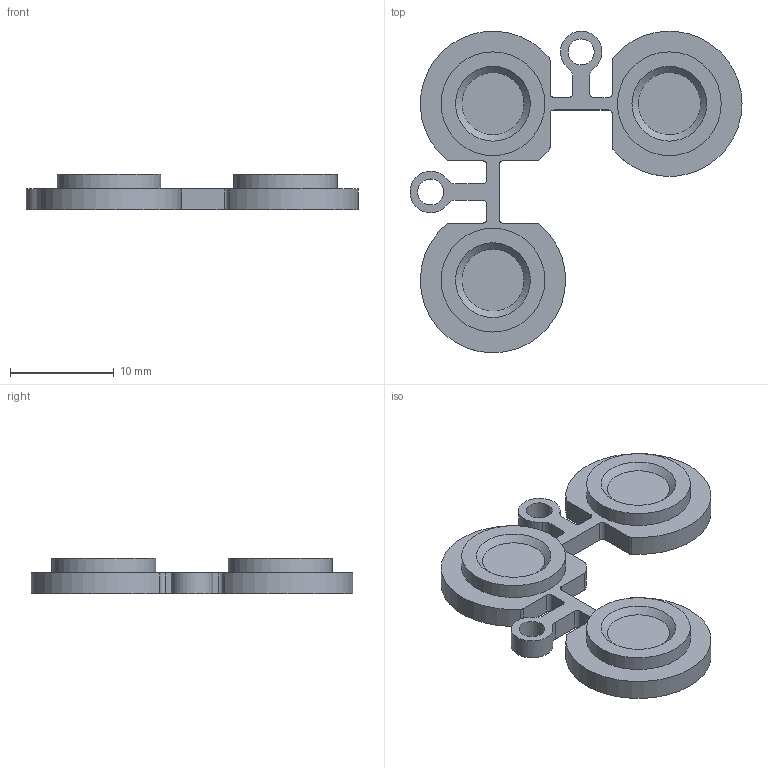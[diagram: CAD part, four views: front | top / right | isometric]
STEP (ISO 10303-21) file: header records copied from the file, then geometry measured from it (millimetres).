
FILE_DESCRIPTION(('HOOPS Exchange Step'),'2;1');
FILE_NAME('temp_export','2021-02-14T16:46:32-05:00',('poastoast'),('Shapr3D Limited'),'HOOPS Exchange 2020.2','Shapr3D','Authorized');
FILE_SCHEMA( ('AP203_CONFIGURATION_CONTROLLED_3D_DESIGN_OF_MECHANICAL_PARTS_AND_ASSEMBLIES_MIM_LF') );
Length unit declared in the file: millimetre
Products named in the file (1): 82EF7097-DFEE-485E-A0EF-A8178F6F065B.tmp
Bounding box: 31.99 x 31 x 3.4 mm (x, y, z)
Volume: 1200.3 mm3; surface area: 1464.6 mm2
Topology: 1 solids, 1 shells, 67 faces, 183 edges, 124 vertices
Faces by surface type: cylinder 38, plane 26, cone 3
Full cylindrical faces by diameter (mm): 2.5 x2, 10 x3
Entity records: 2205 total; most frequent: DIRECTION 407, CARTESIAN_POINT 375, ORIENTED_EDGE 366, EDGE_CURVE 183, AXIS2_PLACEMENT_3D 156, VERTEX_POINT 124, VECTOR 95, LINE 95
